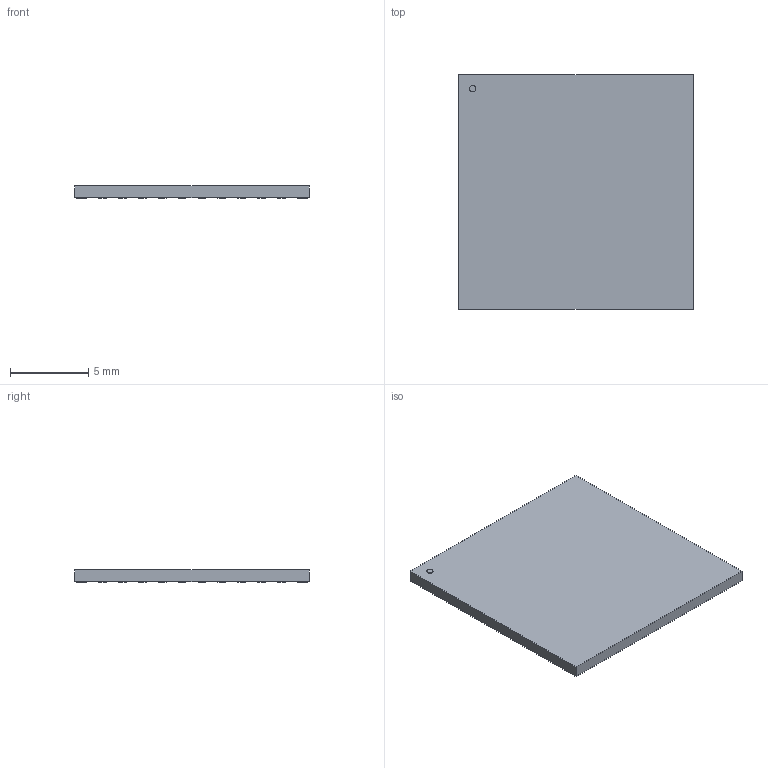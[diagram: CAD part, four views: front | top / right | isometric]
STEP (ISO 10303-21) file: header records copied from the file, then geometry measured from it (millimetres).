
FILE_DESCRIPTION(/* description */ ('model of Linear_LGA-133_15.0x15.0_Layout12x12_P1.27mm'),/* implementation_level */ '2;1');
FILE_NAME(/* name */ 'Linear_LGA-133_15.0x15.0_Layout12x12_P1.27mm.step',/* time_stamp */ '2018-11-04T20:14:51',/* author */ ('kicad StepUp','ksu'),/* organization */ ('FreeCAD'),/* preprocessor_version */ 'OCC',/* originating_system */ 'kicad StepUp',/* authorisation */ '');
FILE_SCHEMA(('AUTOMOTIVE_DESIGN { 1 0 10303 214 1 1 1 1 }'));
Length unit declared in the file: millimetre
Products named in the file (1): Linear_LGA_133_150x150_Layout12x12_P127mm
Bounding box: 15 x 15 x 0.78 mm (x, y, z)
Volume: 169.1 mm3; surface area: 497.7 mm2
Topology: 1 solids, 1 shells, 244 faces, 591 edges, 394 vertices
Faces by surface type: plane 243, cylinder 1
Full cylindrical faces by diameter (mm): 0.4 x1
Entity records: 5001 total; most frequent: ORIENTED_EDGE 1144, CARTESIAN_POINT 643, EDGE_CURVE 591, LINE 589, VERTEX_POINT 394, FACE_BOUND 289, EDGE_LOOP 289, AXIS2_PLACEMENT_3D 246
